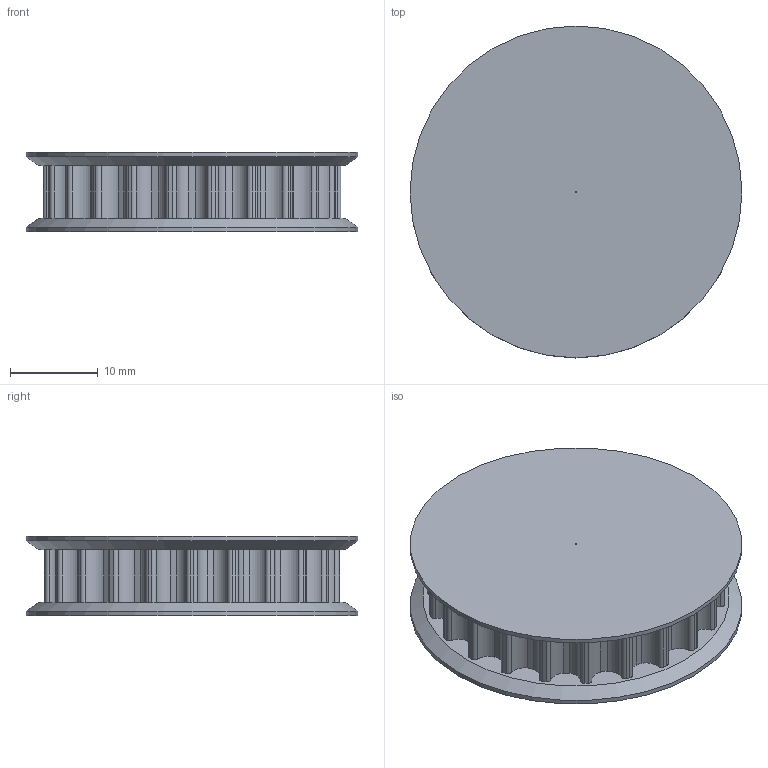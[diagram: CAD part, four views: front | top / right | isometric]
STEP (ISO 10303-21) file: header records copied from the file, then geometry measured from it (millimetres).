
FILE_DESCRIPTION(/* description */ ('STEP AP242'),/* implementation_level */ '2;1');
FILE_NAME(/* name */ '',/* time_stamp */ '2025-10-15T17:51:26+03:00',/* author */ ('Phantom'),/* organization */ (''),/* preprocessor_version */ 'ST-DEVELOPER v20',/* originating_system */ 'Autodesk Inventor 2025',/* authorisation */ ' ');
FILE_SCHEMA (('AUTOMOTIVE_DESIGN { 1 0 10303 214 3 1 1 }'));
Length unit declared in the file: millimetre
Products named in the file (1): HTD Pulley (1)
Bounding box: 37.73 x 37.73 x 9 mm (x, y, z)
Volume: 7839.7 mm3; surface area: 4012.4 mm2
Topology: 1 solids, 1 shells, 141 faces, 411 edges, 274 vertices
Faces by surface type: cylinder 135, plane 4, cone 2
Full cylindrical faces by diameter (mm): 0.2 x1, 37.727 x2
Entity records: 4895 total; most frequent: DIRECTION 969, CARTESIAN_POINT 827, ORIENTED_EDGE 822, AXIS2_PLACEMENT_3D 416, EDGE_CURVE 411, CIRCLE 274, VERTEX_POINT 274, EDGE_LOOP 145
